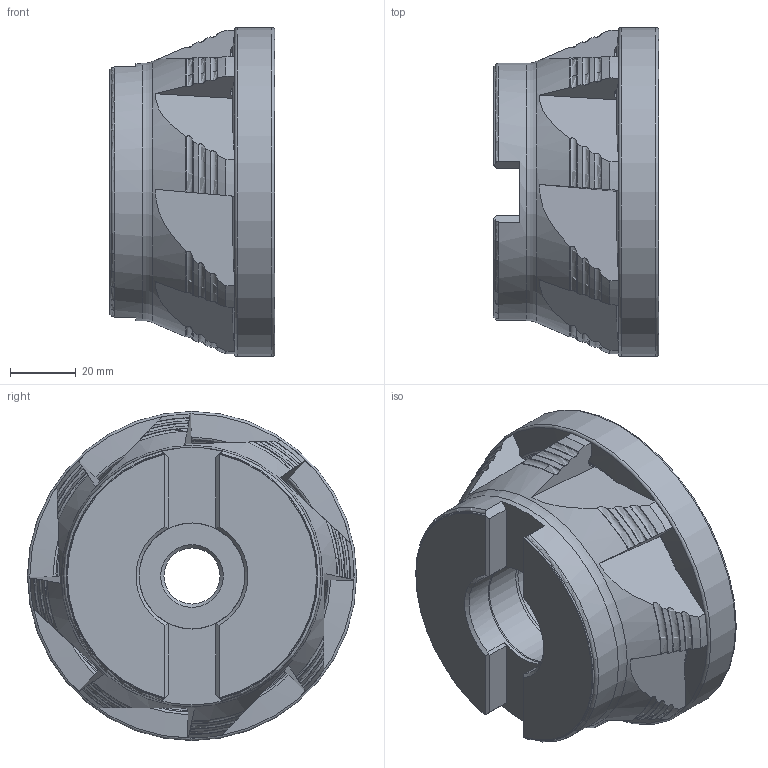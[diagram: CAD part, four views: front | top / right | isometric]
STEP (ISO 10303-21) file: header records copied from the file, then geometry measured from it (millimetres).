
FILE_DESCRIPTION (( 'STEP AP214' ), '1' );
FILE_NAME ('90PP-100-77-8.STEP', '2015-04-22T06:50:30', ( '' ), ( '' ), 'SwSTEP 2.0', 'SolidWorks 2015', '' );
FILE_SCHEMA (( 'AUTOMOTIVE_DESIGN' ));
Length unit declared in the file: millimetre
Products named in the file (1): 90PP-100-77-8
Bounding box: 50.09 x 99.8 x 99.8 mm (x, y, z)
Volume: 250706.7 mm3; surface area: 35827.7 mm2
Topology: 1 solids, 1 shells, 277 faces, 798 edges, 524 vertices
Faces by surface type: torus 88, cone 86, plane 63, cylinder 40
Full cylindrical faces by diameter (mm): 3 x8, 17 x1, 25 x1, 32 x1, 32.15 x1, 32.3 x1, 78 x1, 82.993 x1, 99.801 x1
Entity records: 11634 total; most frequent: CARTESIAN_POINT 4461, ORIENTED_EDGE 1504, DIRECTION 1094, EDGE_CURVE 752, VERTEX_POINT 508, AXIS2_PLACEMENT_3D 505, B_SPLINE_CURVE_WITH_KNOTS 416, EDGE_LOOP 308
